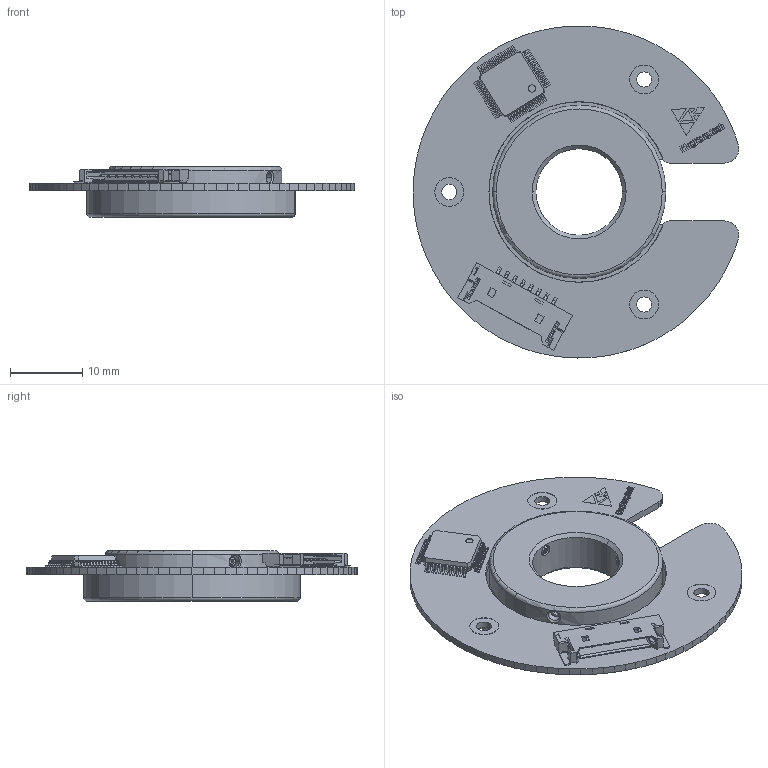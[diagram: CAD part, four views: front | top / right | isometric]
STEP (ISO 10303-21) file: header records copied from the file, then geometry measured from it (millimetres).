
FILE_DESCRIPTION (( 'STEP AP214' ), '1' );
FILE_NAME ('Simplified.STEP', '2019-03-29T03:39:42', ( '' ), ( '' ), 'SwSTEP 2.0', 'SolidWorks 2017', '' );
FILE_SCHEMA (( 'AUTOMOTIVE_DESIGN' ));
Length unit declared in the file: millimetre
Products named in the file (16): EncoderPCB; Board; 537800870-Part-2; User Library-LQFP48_Grid_0.5_LQFP_PIN_2; User Library-LQFP48_Grid_0.5_LQFP48_Koerper_2; U4; 537800870-Part-1; User Library-LQFP48_Grid_0_5; J1; Simplified; 537800870; RingRubber; Rotor; MagnetHolder; Magnet; hexagon socket set screws with cup point gb_GB_SOCKET_SET_TYPE4 M1.6X5-S
Assembly tree (63 placements, depth 5):
  537800870-Part-1
  Simplified
    RingRubber
    EncoderPCB
      J1
        537800870
          537800870-Part-2
      U4
        User Library-LQFP48_Grid_0_5
          User Library-LQFP48_Grid_0.5_LQFP_PIN_2  x48
          User Library-LQFP48_Grid_0.5_LQFP48_Koerper_2
      Board
    Rotor
      hexagon socket set screws with cup point gb_GB_SOCKET_SET_TYPE4 M1.6X5-S  x3
      Magnet
      MagnetHolder
Bounding box: 45.12 x 46 x 7 mm (x, y, z)
Volume: 3994 mm3; surface area: 7141.1 mm2
Topology: 58 solids, 58 shells, 3691 faces, 8551 edges, 4634 vertices
Faces by surface type: cylinder 1366, plane 1191, bspline 830, cone 294, torus 10
Entity records: 38391 total; most frequent: CARTESIAN_POINT 9810, ORIENTED_EDGE 5350, DIRECTION 5005, EDGE_CURVE 2675, LINE 2111, VECTOR 2111, VERTEX_POINT 1694, AXIS2_PLACEMENT_3D 1447
